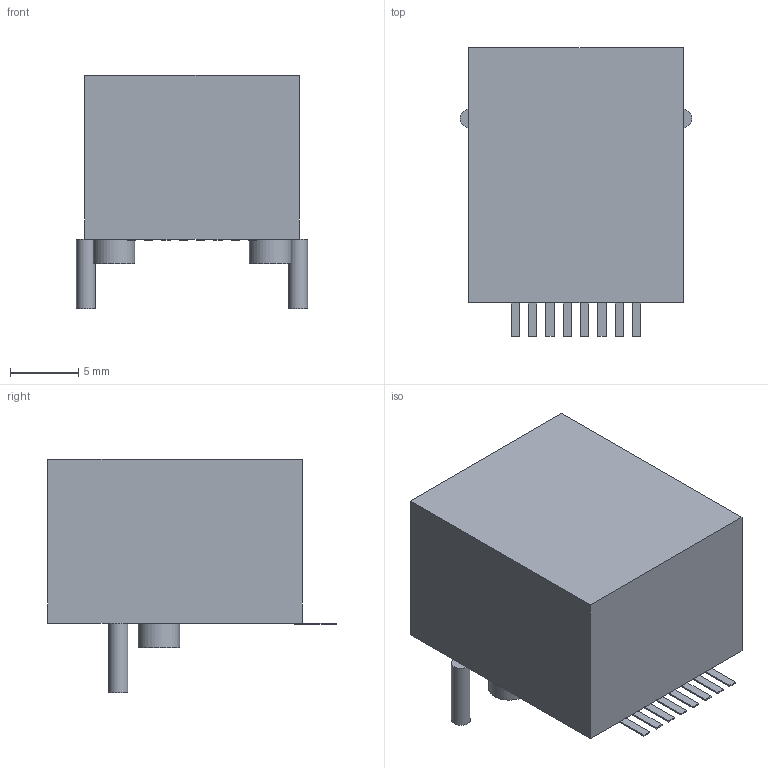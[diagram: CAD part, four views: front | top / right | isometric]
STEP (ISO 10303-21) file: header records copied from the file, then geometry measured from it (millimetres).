
FILE_DESCRIPTION(('FreeCAD Model'),'2;1');
FILE_NAME('2683972.1.4.stp','2021-02-07T22:17:09',( 'Author'),(''),'Open CASCADE STEP processor 6.9','FreeCAD','Unknown' );
FILE_SCHEMA(('AUTOMOTIVE_DESIGN { 1 0 10303 214 1 1 1 1 }'));
Length unit declared in the file: millimetre
Products named in the file (5): ASSEMBLY; Body; Pins; Lugs; Leads
Assembly tree (4 placements, depth 2):
  ASSEMBLY
    Body
    Pins
    Lugs
    Leads
Bounding box: 16.94 x 21.11 x 17.1 mm (x, y, z)
Volume: 3566.1 mm3; surface area: 1562.5 mm2
Topology: 13 solids, 13 shells, 66 faces, 120 edges, 80 vertices
Faces by surface type: plane 62, cylinder 4
Full cylindrical faces by diameter (mm): 1.4 x2, 3.05 x2
Entity records: 3333 total; most frequent: CARTESIAN_POINT 511, DIRECTION 510, LINE 344, VECTOR 344, ORIENTED_EDGE 240, PCURVE 240, DEFINITIONAL_REPRESENTATION 240, EDGE_CURVE 120
